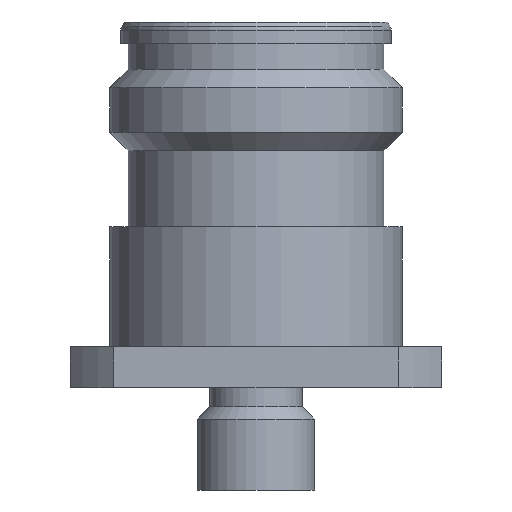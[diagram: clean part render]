
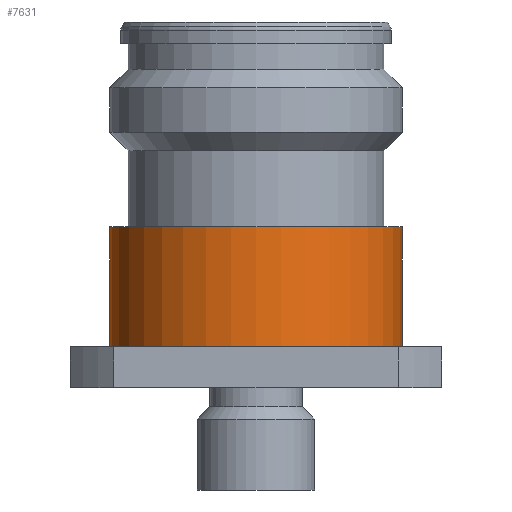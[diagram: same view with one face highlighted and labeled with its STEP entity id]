
A CAD part, front view. The second image highlights one B-rep face of the part: STEP entity #7631.
In plain terms, the highlighted cylindrical face has radius 10 mm (diameter 20 mm), a partial arc.
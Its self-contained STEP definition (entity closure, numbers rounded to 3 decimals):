
#128 = DIRECTION ( 'NONE',  ( 1., 0., 0. ) ) ;
#638 = CARTESIAN_POINT ( 'NONE',  ( 0., 0., -22.2 ) ) ;
#1322 = FACE_OUTER_BOUND ( 'NONE', #3470, .T. ) ;
#1397 = DIRECTION ( 'NONE',  ( 1., 0., 0. ) ) ;
#1859 = CARTESIAN_POINT ( 'NONE',  ( 10., 0., -14. ) ) ;
#1963 = CARTESIAN_POINT ( 'NONE',  ( -10., 0., -14. ) ) ;
#2143 = DIRECTION ( 'NONE',  ( 0., 0., 1. ) ) ;
#2432 = VERTEX_POINT ( 'NONE', #1859 ) ;
#2503 = VECTOR ( 'NONE', #2143, 1000. ) ;
#3035 = DIRECTION ( 'NONE',  ( 1., 0., 0. ) ) ;
#3470 = EDGE_LOOP ( 'NONE', ( #6846, #8018, #4640, #5067 ) ) ;
#3481 = LINE ( 'NONE', #8767, #4538 ) ;
#3691 = EDGE_CURVE ( 'NONE', #9116, #2432, #9575, .T. ) ;
#3745 = DIRECTION ( 'NONE',  ( 0., 0., 1. ) ) ;
#3826 = VERTEX_POINT ( 'NONE', #9237 ) ;
#3866 = AXIS2_PLACEMENT_3D ( 'NONE', #638, #5880, #1397 ) ;
#4106 = EDGE_CURVE ( 'NONE', #4643, #3826, #6183, .T. ) ;
#4538 = VECTOR ( 'NONE', #9482, 1000. ) ;
#4587 = DIRECTION ( 'NONE',  ( 0., 0., 1. ) ) ;
#4640 = ORIENTED_EDGE ( 'NONE', *, *, #4807, .T. ) ;
#4642 = AXIS2_PLACEMENT_3D ( 'NONE', #6006, #3745, #3035 ) ;
#4643 = VERTEX_POINT ( 'NONE', #8627 ) ;
#4807 = EDGE_CURVE ( 'NONE', #3826, #2432, #6726, .T. ) ;
#5067 = ORIENTED_EDGE ( 'NONE', *, *, #3691, .F. ) ;
#5484 = AXIS2_PLACEMENT_3D ( 'NONE', #9070, #4587, #128 ) ;
#5880 = DIRECTION ( 'NONE',  ( 0., 0., 1. ) ) ;
#5885 = CARTESIAN_POINT ( 'NONE',  ( 10., 0., 1.82 ) ) ;
#5887 = EDGE_CURVE ( 'NONE', #4643, #9116, #3481, .T. ) ;
#6006 = CARTESIAN_POINT ( 'NONE',  ( 0., 0., 1.82 ) ) ;
#6183 = CIRCLE ( 'NONE', #3866, 10. ) ;
#6726 = LINE ( 'NONE', #5885, #2503 ) ;
#6846 = ORIENTED_EDGE ( 'NONE', *, *, #5887, .F. ) ;
#7631 = ADVANCED_FACE ( 'NONE', ( #1322 ), #8327, .T. ) ;
#8018 = ORIENTED_EDGE ( 'NONE', *, *, #4106, .T. ) ;
#8327 = CYLINDRICAL_SURFACE ( 'NONE', #4642, 10. ) ;
#8627 = CARTESIAN_POINT ( 'NONE',  ( -10., 0., -22.2 ) ) ;
#8767 = CARTESIAN_POINT ( 'NONE',  ( -10., 0., 1.82 ) ) ;
#9070 = CARTESIAN_POINT ( 'NONE',  ( 0., 0., -14. ) ) ;
#9116 = VERTEX_POINT ( 'NONE', #1963 ) ;
#9237 = CARTESIAN_POINT ( 'NONE',  ( 10., 0., -22.2 ) ) ;
#9482 = DIRECTION ( 'NONE',  ( 0., 0., 1. ) ) ;
#9575 = CIRCLE ( 'NONE', #5484, 10. ) ;
